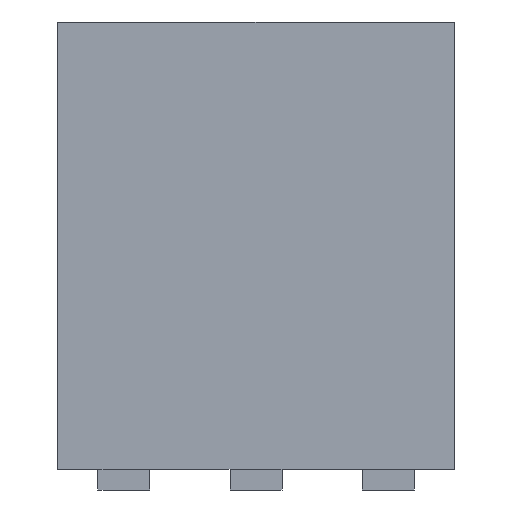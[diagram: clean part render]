
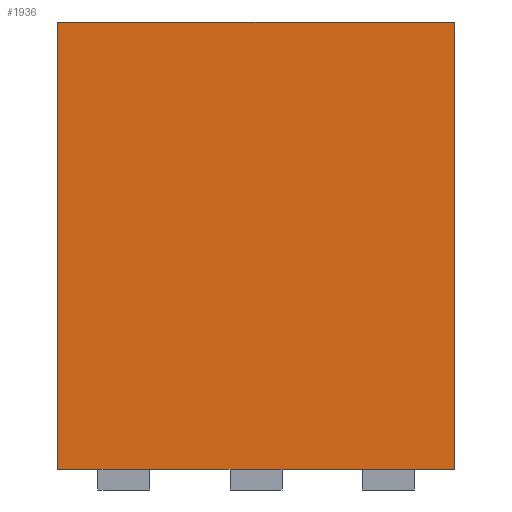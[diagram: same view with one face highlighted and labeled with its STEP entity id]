
A CAD part, front view. The second image highlights one B-rep face of the part: STEP entity #1936.
In plain terms, the highlighted planar face has unit normal (0, -1, 0).
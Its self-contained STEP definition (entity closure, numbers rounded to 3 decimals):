
#8 = CARTESIAN_POINT ( 'NONE',  ( 0.635, -1.5, 0.2 ) ) ;
#18 = FACE_OUTER_BOUND ( 'NONE', #1624, .T. ) ;
#68 = EDGE_CURVE ( 'NONE', #428, #2334, #2915, .T. ) ;
#128 = LINE ( 'NONE', #3219, #2006 ) ;
#192 = CARTESIAN_POINT ( 'NONE',  ( 0.635, -1.5, 0.2 ) ) ;
#196 = EDGE_CURVE ( 'NONE', #2334, #2840, #2379, .T. ) ;
#246 = LINE ( 'NONE', #3098, #3046 ) ;
#247 = VERTEX_POINT ( 'NONE', #491 ) ;
#283 = EDGE_CURVE ( 'NONE', #2738, #2840, #246, .T. ) ;
#380 = VERTEX_POINT ( 'NONE', #3437 ) ;
#385 = PLANE ( 'NONE',  #831 ) ;
#412 = ORIENTED_EDGE ( 'NONE', *, *, #910, .T. ) ;
#428 = VERTEX_POINT ( 'NONE', #1620 ) ;
#491 = CARTESIAN_POINT ( 'NONE',  ( -1.52, -1.5, 0.2 ) ) ;
#525 = VERTEX_POINT ( 'NONE', #2421 ) ;
#553 = CARTESIAN_POINT ( 'NONE',  ( 0.635, -1.5, 4.5 ) ) ;
#567 = EDGE_CURVE ( 'NONE', #1578, #428, #3110, .T. ) ;
#583 = DIRECTION ( 'NONE',  ( 1., 0., 0. ) ) ;
#600 = ORIENTED_EDGE ( 'NONE', *, *, #196, .T. ) ;
#673 = DIRECTION ( 'NONE',  ( 0., 1., 0. ) ) ;
#752 = VECTOR ( 'NONE', #1723, 1000. ) ;
#779 = DIRECTION ( 'NONE',  ( 1., 0., 0. ) ) ;
#798 = CARTESIAN_POINT ( 'NONE',  ( 0.635, -1.5, 0.2 ) ) ;
#831 = AXIS2_PLACEMENT_3D ( 'NONE', #553, #673, #2787 ) ;
#849 = CARTESIAN_POINT ( 'NONE',  ( 0.635, -1.5, 0.2 ) ) ;
#910 = EDGE_CURVE ( 'NONE', #247, #1578, #2825, .T. ) ;
#1057 = VERTEX_POINT ( 'NONE', #2311 ) ;
#1178 = ORIENTED_EDGE ( 'NONE', *, *, #2818, .F. ) ;
#1185 = CARTESIAN_POINT ( 'NONE',  ( 0.635, -1.5, 0.2 ) ) ;
#1375 = DIRECTION ( 'NONE',  ( 0., 0., -1. ) ) ;
#1384 = CARTESIAN_POINT ( 'NONE',  ( 0.635, -1.5, 4.5 ) ) ;
#1518 = DIRECTION ( 'NONE',  ( 0., 0., -1. ) ) ;
#1578 = VERTEX_POINT ( 'NONE', #2578 ) ;
#1620 = CARTESIAN_POINT ( 'NONE',  ( -0.25, -1.5, 0.2 ) ) ;
#1624 = EDGE_LOOP ( 'NONE', ( #2958, #1696, #4101, #412, #1995, #2978, #600, #3611, #1178, #1969 ) ) ;
#1696 = ORIENTED_EDGE ( 'NONE', *, *, #2692, .T. ) ;
#1723 = DIRECTION ( 'NONE',  ( 1., 0., 0. ) ) ;
#1729 = VECTOR ( 'NONE', #3086, 1000. ) ;
#1801 = VECTOR ( 'NONE', #3982, 1000. ) ;
#1936 = ADVANCED_FACE ( 'NONE', ( #18 ), #385, .F. ) ;
#1939 = LINE ( 'NONE', #8, #2265 ) ;
#1969 = ORIENTED_EDGE ( 'NONE', *, *, #3710, .T. ) ;
#1976 = VECTOR ( 'NONE', #3968, 1000. ) ;
#1995 = ORIENTED_EDGE ( 'NONE', *, *, #567, .T. ) ;
#2006 = VECTOR ( 'NONE', #1375, 1000. ) ;
#2034 = CARTESIAN_POINT ( 'NONE',  ( 0.25, -1.5, 0.2 ) ) ;
#2152 = CARTESIAN_POINT ( 'NONE',  ( -2.79, -1.5, 0.2 ) ) ;
#2237 = CARTESIAN_POINT ( 'NONE',  ( 0.635, -1.5, 4.5 ) ) ;
#2265 = VECTOR ( 'NONE', #4119, 1000. ) ;
#2311 = CARTESIAN_POINT ( 'NONE',  ( -2.29, -1.5, 0.2 ) ) ;
#2334 = VERTEX_POINT ( 'NONE', #2034 ) ;
#2379 = LINE ( 'NONE', #2709, #1976 ) ;
#2421 = CARTESIAN_POINT ( 'NONE',  ( -3.175, -1.5, 4.5 ) ) ;
#2453 = DIRECTION ( 'NONE',  ( 1., 0., 0. ) ) ;
#2457 = CARTESIAN_POINT ( 'NONE',  ( 0.635, -1.5, 0.2 ) ) ;
#2578 = CARTESIAN_POINT ( 'NONE',  ( -1.02, -1.5, 0.2 ) ) ;
#2692 = EDGE_CURVE ( 'NONE', #3242, #1057, #2741, .T. ) ;
#2709 = CARTESIAN_POINT ( 'NONE',  ( 0.635, -1.5, 0.2 ) ) ;
#2738 = VERTEX_POINT ( 'NONE', #2237 ) ;
#2741 = LINE ( 'NONE', #1185, #3276 ) ;
#2787 = DIRECTION ( 'NONE',  ( 0., 0., 1. ) ) ;
#2818 = EDGE_CURVE ( 'NONE', #525, #2738, #3986, .T. ) ;
#2825 = LINE ( 'NONE', #192, #1729 ) ;
#2840 = VERTEX_POINT ( 'NONE', #3282 ) ;
#2915 = LINE ( 'NONE', #798, #3181 ) ;
#2958 = ORIENTED_EDGE ( 'NONE', *, *, #3600, .T. ) ;
#2978 = ORIENTED_EDGE ( 'NONE', *, *, #68, .T. ) ;
#2983 = VECTOR ( 'NONE', #583, 1000. ) ;
#3027 = LINE ( 'NONE', #2457, #1801 ) ;
#3046 = VECTOR ( 'NONE', #1518, 1000. ) ;
#3086 = DIRECTION ( 'NONE',  ( 1., 0., 0. ) ) ;
#3098 = CARTESIAN_POINT ( 'NONE',  ( 0.635, -1.5, 4.5 ) ) ;
#3110 = LINE ( 'NONE', #849, #2983 ) ;
#3181 = VECTOR ( 'NONE', #779, 1000. ) ;
#3219 = CARTESIAN_POINT ( 'NONE',  ( -3.175, -1.5, 4.5 ) ) ;
#3242 = VERTEX_POINT ( 'NONE', #2152 ) ;
#3276 = VECTOR ( 'NONE', #2453, 1000. ) ;
#3282 = CARTESIAN_POINT ( 'NONE',  ( 0.635, -1.5, 0.2 ) ) ;
#3287 = EDGE_CURVE ( 'NONE', #1057, #247, #1939, .T. ) ;
#3437 = CARTESIAN_POINT ( 'NONE',  ( -3.175, -1.5, 0.2 ) ) ;
#3600 = EDGE_CURVE ( 'NONE', #380, #3242, #3027, .T. ) ;
#3611 = ORIENTED_EDGE ( 'NONE', *, *, #283, .F. ) ;
#3710 = EDGE_CURVE ( 'NONE', #525, #380, #128, .T. ) ;
#3968 = DIRECTION ( 'NONE',  ( 1., 0., 0. ) ) ;
#3982 = DIRECTION ( 'NONE',  ( 1., 0., 0. ) ) ;
#3986 = LINE ( 'NONE', #1384, #752 ) ;
#4101 = ORIENTED_EDGE ( 'NONE', *, *, #3287, .T. ) ;
#4119 = DIRECTION ( 'NONE',  ( 1., 0., 0. ) ) ;
